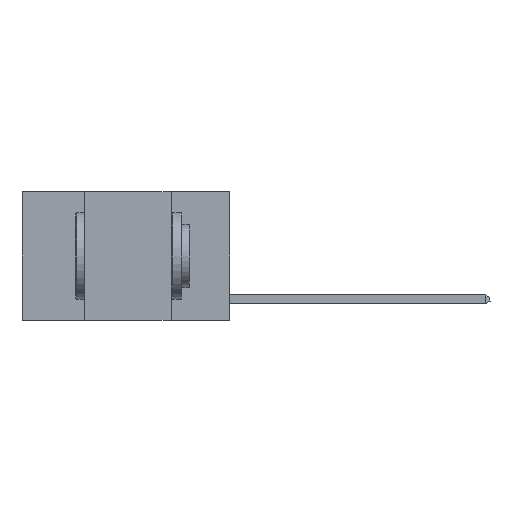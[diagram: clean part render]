
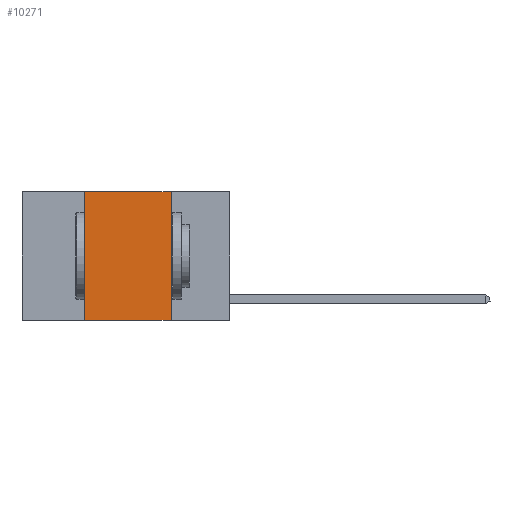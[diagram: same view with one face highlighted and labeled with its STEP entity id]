
A CAD part, left-side view. The second image highlights one B-rep face of the part: STEP entity #10271.
In plain terms, the highlighted planar face has unit normal (-1, 0, 0).
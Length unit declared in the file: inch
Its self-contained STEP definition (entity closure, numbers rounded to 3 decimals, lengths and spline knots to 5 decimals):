
#172 = VECTOR ( 'NONE', #3292, 39.37008 ) ;
#225 = LINE ( 'NONE', #1670, #10178 ) ;
#377 = ORIENTED_EDGE ( 'NONE', *, *, #5154, .F. ) ;
#387 = CARTESIAN_POINT ( 'NONE',  ( 0., 0.42, -0.37 ) ) ;
#630 = DIRECTION ( 'NONE',  ( 0., -1., 0. ) ) ;
#1114 = ORIENTED_EDGE ( 'NONE', *, *, #6392, .F. ) ;
#1285 = CARTESIAN_POINT ( 'NONE',  ( 0., 0.17, 0. ) ) ;
#1328 = EDGE_LOOP ( 'NONE', ( #1114, #377, #4884, #10448 ) ) ;
#1670 = CARTESIAN_POINT ( 'NONE',  ( 0., 0.17, 0. ) ) ;
#1929 = DIRECTION ( 'NONE',  ( 1., 0., 0. ) ) ;
#2397 = LINE ( 'NONE', #6675, #172 ) ;
#3263 = VECTOR ( 'NONE', #630, 39.37008 ) ;
#3292 = DIRECTION ( 'NONE',  ( 0., -1., 0. ) ) ;
#3394 = LINE ( 'NONE', #9628, #3263 ) ;
#3431 = AXIS2_PLACEMENT_3D ( 'NONE', #10265, #1929, #8631 ) ;
#3613 = VECTOR ( 'NONE', #7541, 39.37008 ) ;
#4240 = VERTEX_POINT ( 'NONE', #387 ) ;
#4635 = CARTESIAN_POINT ( 'NONE',  ( 0., 0.42, 0. ) ) ;
#4884 = ORIENTED_EDGE ( 'NONE', *, *, #8736, .F. ) ;
#4951 = CARTESIAN_POINT ( 'NONE',  ( 0., 0.42, 0. ) ) ;
#4976 = VERTEX_POINT ( 'NONE', #1285 ) ;
#5154 = EDGE_CURVE ( 'NONE', #6066, #4976, #2397, .T. ) ;
#5232 = PLANE ( 'NONE',  #3431 ) ;
#5565 = EDGE_CURVE ( 'NONE', #4240, #7220, #3394, .T. ) ;
#6066 = VERTEX_POINT ( 'NONE', #4635 ) ;
#6392 = EDGE_CURVE ( 'NONE', #4976, #7220, #225, .T. ) ;
#6675 = CARTESIAN_POINT ( 'NONE',  ( 0., 0.6, 0. ) ) ;
#7220 = VERTEX_POINT ( 'NONE', #7480 ) ;
#7480 = CARTESIAN_POINT ( 'NONE',  ( 0., 0.17, -0.37 ) ) ;
#7541 = DIRECTION ( 'NONE',  ( 0., 0., 1. ) ) ;
#7716 = LINE ( 'NONE', #4951, #3613 ) ;
#8631 = DIRECTION ( 'NONE',  ( 0., 0., -1. ) ) ;
#8736 = EDGE_CURVE ( 'NONE', #4240, #6066, #7716, .T. ) ;
#9230 = DIRECTION ( 'NONE',  ( 0., 0., -1. ) ) ;
#9263 = FACE_OUTER_BOUND ( 'NONE', #1328, .T. ) ;
#9628 = CARTESIAN_POINT ( 'NONE',  ( 0., 0.6, -0.37 ) ) ;
#10178 = VECTOR ( 'NONE', #9230, 39.37008 ) ;
#10265 = CARTESIAN_POINT ( 'NONE',  ( 0., 0.6, 0. ) ) ;
#10271 = ADVANCED_FACE ( 'NONE', ( #9263 ), #5232, .F. ) ;
#10448 = ORIENTED_EDGE ( 'NONE', *, *, #5565, .T. ) ;
